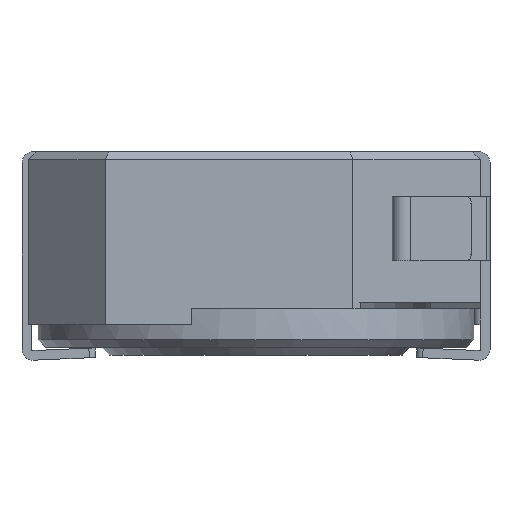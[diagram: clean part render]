
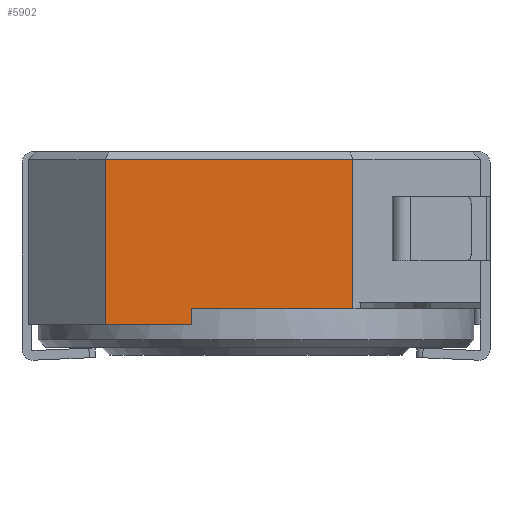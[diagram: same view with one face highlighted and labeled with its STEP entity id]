
A CAD part, front view. The second image highlights one B-rep face of the part: STEP entity #5902.
In plain terms, the highlighted face is planar.
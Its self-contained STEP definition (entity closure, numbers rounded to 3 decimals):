
#178=PLANE('',#6258);
#556=LINE('',#8992,#987);
#586=LINE('',#9051,#1017);
#590=LINE('',#9065,#1021);
#616=LINE('',#9114,#1047);
#617=LINE('',#9116,#1048);
#618=LINE('',#9117,#1049);
#987=VECTOR('',#7258,1000.);
#1017=VECTOR('',#7306,1000.);
#1021=VECTOR('',#7326,1000.);
#1047=VECTOR('',#7372,1000.);
#1048=VECTOR('',#7373,1000.);
#1049=VECTOR('',#7374,1000.);
#2286=ORIENTED_EDGE('',*,*,#3035,.F.);
#2287=ORIENTED_EDGE('',*,*,#2969,.T.);
#2288=ORIENTED_EDGE('',*,*,#3007,.T.);
#2289=ORIENTED_EDGE('',*,*,#3036,.T.);
#2290=ORIENTED_EDGE('',*,*,#2999,.F.);
#2291=ORIENTED_EDGE('',*,*,#3037,.F.);
#2969=EDGE_CURVE('',#3423,#3425,#556,.T.);
#2999=EDGE_CURVE('',#3446,#3445,#586,.T.);
#3007=EDGE_CURVE('',#3425,#3449,#590,.T.);
#3035=EDGE_CURVE('',#3423,#3462,#616,.T.);
#3036=EDGE_CURVE('',#3449,#3445,#617,.T.);
#3037=EDGE_CURVE('',#3462,#3446,#618,.T.);
#3423=VERTEX_POINT('',#8984);
#3425=VERTEX_POINT('',#8990);
#3445=VERTEX_POINT('',#9048);
#3446=VERTEX_POINT('',#9050);
#3449=VERTEX_POINT('',#9066);
#3462=VERTEX_POINT('',#9115);
#3732=EDGE_LOOP('',(#2286,#2287,#2288,#2289,#2290,#2291));
#3991=FACE_BOUND('',#3732,.T.);
#5902=ADVANCED_FACE('',(#3991),#178,.F.);
#6258=AXIS2_PLACEMENT_3D('',#9113,#7370,#7371);
#7258=DIRECTION('',(0.,1.,0.));
#7306=DIRECTION('',(0.,0.,-1.));
#7326=DIRECTION('',(0.,0.,-1.));
#7370=DIRECTION('',(1.,0.,0.));
#7371=DIRECTION('',(0.,0.,-1.));
#7372=DIRECTION('',(0.,0.,-1.));
#7373=DIRECTION('',(0.,-1.,0.));
#7374=DIRECTION('',(0.,1.,0.));
#8984=CARTESIAN_POINT('',(-3.65,-1.512,3.13));
#8990=CARTESIAN_POINT('',(-3.65,2.35,3.13));
#8992=CARTESIAN_POINT('',(-3.65,2.35,3.13));
#9048=CARTESIAN_POINT('',(-3.65,1.,0.55));
#9050=CARTESIAN_POINT('',(-3.65,1.,0.8));
#9051=CARTESIAN_POINT('',(-3.65,1.,0.8));
#9065=CARTESIAN_POINT('',(-3.65,2.35,3.25));
#9066=CARTESIAN_POINT('',(-3.65,2.35,0.55));
#9113=CARTESIAN_POINT('',(-3.65,3.55,3.25));
#9114=CARTESIAN_POINT('',(-3.65,-1.512,11.085));
#9115=CARTESIAN_POINT('',(-3.65,-1.512,0.8));
#9116=CARTESIAN_POINT('',(-3.65,3.55,0.55));
#9117=CARTESIAN_POINT('',(-3.65,1.,0.8));
